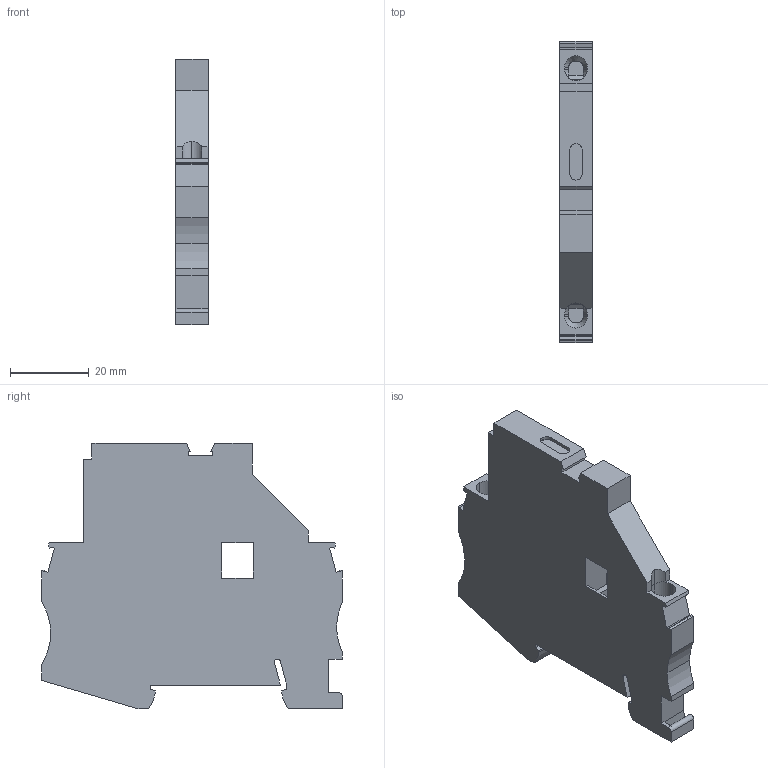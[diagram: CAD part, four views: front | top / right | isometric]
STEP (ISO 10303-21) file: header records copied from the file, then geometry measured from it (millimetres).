
FILE_DESCRIPTION(('STEP AP214'),'1');
FILE_NAME('cctmp_6392EF8D-98A0-4BE1-95FF-828DDE0619EB_2023_07_24_21_35_33_0554..stp','2023-07-24T19:35:33',('SIEMENS A&D'),('CADClick - www.CADClick.com'),'Spatial InterOp 3D postprocessed',' ','unknown authorization');
FILE_SCHEMA(('AUTOMOTIVE_DESIGN'));
Length unit declared in the file: millimetre
Products named in the file (1): 2023_07_24_21_35_33_0554
Bounding box: 8.15 x 76.5 x 67.45 mm (x, y, z)
Volume: 30531.5 mm3; surface area: 12182.9 mm2
Topology: 1 solids, 1 shells, 134 faces, 374 edges, 244 vertices
Faces by surface type: plane 99, cylinder 29, cone 6
Entity records: 5418 total; most frequent: CARTESIAN_POINT 1503, ORIENTED_EDGE 748, DIRECTION 697, EDGE_CURVE 374, LINE 301, VECTOR 301, VERTEX_POINT 244, AXIS2_PLACEMENT_3D 198
